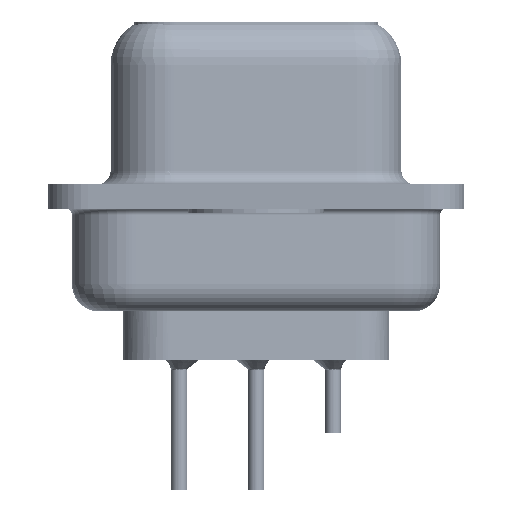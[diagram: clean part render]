
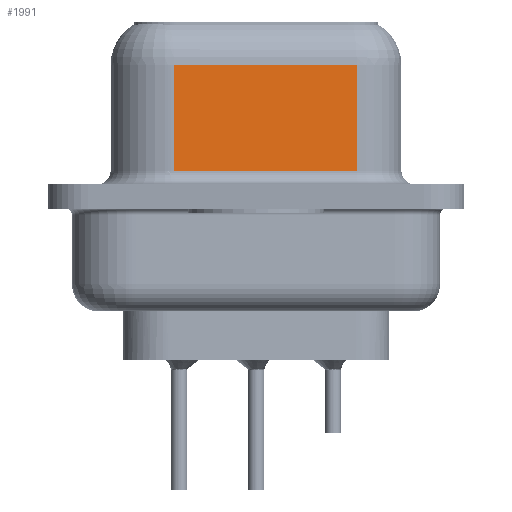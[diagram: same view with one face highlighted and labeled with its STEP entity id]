
A CAD part, left-side view. The second image highlights one B-rep face of the part: STEP entity #1991.
In plain terms, the highlighted planar face has unit normal (-0.985, -0.174, 0).
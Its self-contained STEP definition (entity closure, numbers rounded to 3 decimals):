
#743 = ORIENTED_EDGE ( 'NONE', *, *, #24517, .T. ) ;
#855 = DIRECTION ( 'NONE',  ( 0.985, 0.174, 0. ) ) ;
#1693 = LINE ( 'NONE', #4173, #11192 ) ;
#1991 = ADVANCED_FACE ( 'NONE', ( #38192 ), #22588, .F. ) ;
#2438 = CARTESIAN_POINT ( 'NONE',  ( 4.43, 3.028, 0.95 ) ) ;
#3590 = DIRECTION ( 'NONE',  ( -0.174, 0.985, 0. ) ) ;
#3778 = VECTOR ( 'NONE', #3590, 1000. ) ;
#4173 = CARTESIAN_POINT ( 'NONE',  ( 5.621, -3.722, 6.6 ) ) ;
#5379 = VERTEX_POINT ( 'NONE', #14287 ) ;
#10513 = EDGE_CURVE ( 'NONE', #35407, #16662, #23891, .T. ) ;
#11192 = VECTOR ( 'NONE', #16679, 1000. ) ;
#14287 = CARTESIAN_POINT ( 'NONE',  ( 5.621, -3.722, 0.95 ) ) ;
#16662 = VERTEX_POINT ( 'NONE', #2438 ) ;
#16679 = DIRECTION ( 'NONE',  ( 0., 0., -1. ) ) ;
#17558 = AXIS2_PLACEMENT_3D ( 'NONE', #38592, #855, #32643 ) ;
#19636 = EDGE_LOOP ( 'NONE', ( #28322, #743, #35745, #26942 ) ) ;
#19685 = VECTOR ( 'NONE', #39491, 1000. ) ;
#22588 = PLANE ( 'NONE',  #17558 ) ;
#22833 = CARTESIAN_POINT ( 'NONE',  ( 5.621, -3.722, 4.85 ) ) ;
#23891 = LINE ( 'NONE', #35601, #19685 ) ;
#24517 = EDGE_CURVE ( 'NONE', #25996, #35407, #37844, .T. ) ;
#25996 = VERTEX_POINT ( 'NONE', #30233 ) ;
#26791 = EDGE_CURVE ( 'NONE', #16662, #5379, #33998, .T. ) ;
#26942 = ORIENTED_EDGE ( 'NONE', *, *, #26791, .T. ) ;
#27212 = DIRECTION ( 'NONE',  ( 0.174, -0.985, 0. ) ) ;
#28322 = ORIENTED_EDGE ( 'NONE', *, *, #30070, .F. ) ;
#30070 = EDGE_CURVE ( 'NONE', #25996, #5379, #1693, .T. ) ;
#30233 = CARTESIAN_POINT ( 'NONE',  ( 5.621, -3.722, 4.85 ) ) ;
#32643 = DIRECTION ( 'NONE',  ( -0.174, 0.985, 0. ) ) ;
#33591 = CARTESIAN_POINT ( 'NONE',  ( 5.621, -3.722, 0.95 ) ) ;
#33998 = LINE ( 'NONE', #33591, #38676 ) ;
#34008 = CARTESIAN_POINT ( 'NONE',  ( 4.43, 3.028, 4.85 ) ) ;
#35407 = VERTEX_POINT ( 'NONE', #34008 ) ;
#35601 = CARTESIAN_POINT ( 'NONE',  ( 4.43, 3.028, 6.6 ) ) ;
#35745 = ORIENTED_EDGE ( 'NONE', *, *, #10513, .T. ) ;
#37844 = LINE ( 'NONE', #22833, #3778 ) ;
#38192 = FACE_OUTER_BOUND ( 'NONE', #19636, .T. ) ;
#38592 = CARTESIAN_POINT ( 'NONE',  ( 5.621, -3.722, 6.6 ) ) ;
#38676 = VECTOR ( 'NONE', #27212, 1000. ) ;
#39491 = DIRECTION ( 'NONE',  ( 0., 0., -1. ) ) ;
